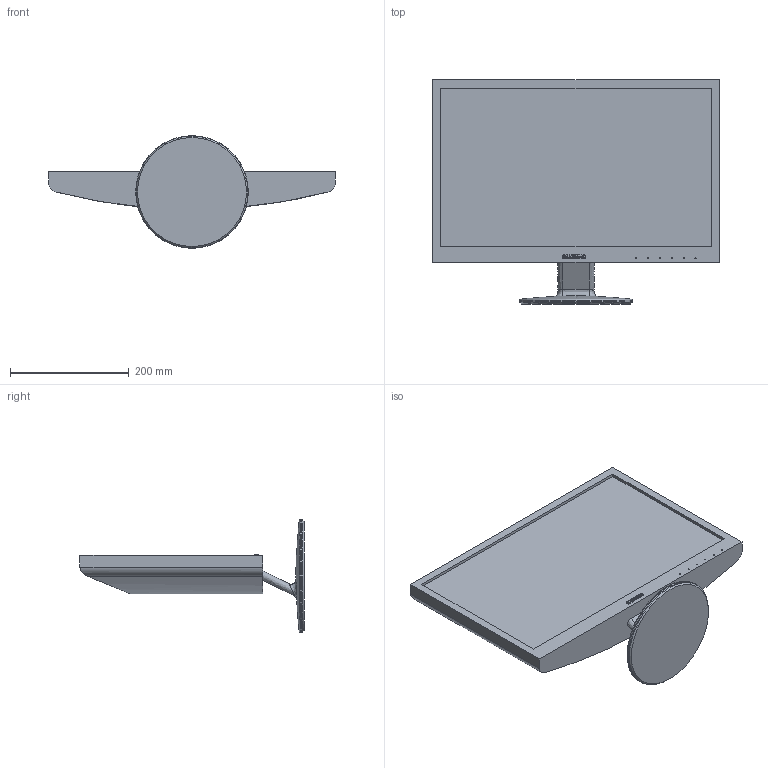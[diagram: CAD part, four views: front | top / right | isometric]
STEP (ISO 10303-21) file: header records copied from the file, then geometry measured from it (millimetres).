
FILE_DESCRIPTION((''),'2;1');
FILE_NAME('P2050.stp','2014-03-14T10:44:39',('Phil'),(''),'Autodesk Inventor 2010','Autodesk Inventor 2010','');
FILE_SCHEMA(('AUTOMOTIVE_DESIGN { 1 0 10303 214 1 1 1 1 }'));
Length unit declared in the file: millimetre
Products named in the file (1): P2050
Bounding box: 484 x 378 x 190 mm (x, y, z)
Volume: 7280995.6 mm3; surface area: 431327.7 mm2
Topology: 1 solids, 1 shells, 145 faces, 371 edges, 245 vertices
Faces by surface type: plane 78, bspline 52, cylinder 12, torus 2, cone 1
Full cylindrical faces by diameter (mm): 2 x6, 190 x1
Entity records: 4944 total; most frequent: CARTESIAN_POINT 1735, ORIENTED_EDGE 714, DIRECTION 475, EDGE_CURVE 357, VERTEX_POINT 241, VECTOR 229, LINE 229, EDGE_LOOP 172
